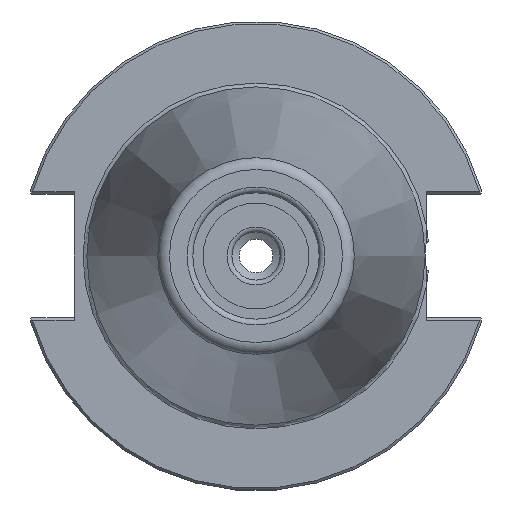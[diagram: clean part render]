
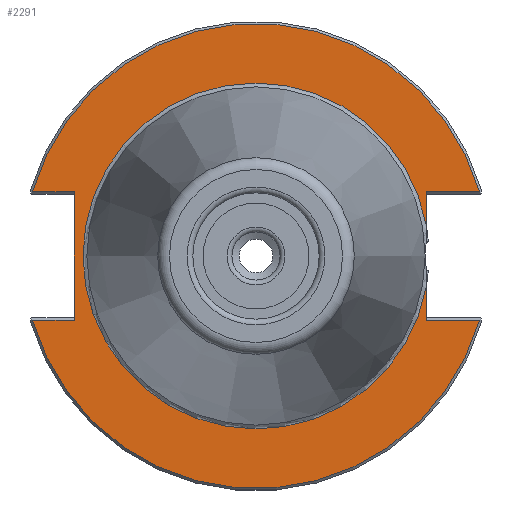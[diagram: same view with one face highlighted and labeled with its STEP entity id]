
A CAD part, left-side view. The second image highlights one B-rep face of the part: STEP entity #2291.
In plain terms, the highlighted planar face has unit normal (-1, 0, 0).
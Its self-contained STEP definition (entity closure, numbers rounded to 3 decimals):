
#134=LINE('',#3626,#270);
#164=LINE('',#3764,#300);
#166=LINE('',#3822,#302);
#167=LINE('',#3824,#303);
#168=LINE('',#3828,#304);
#169=LINE('',#3830,#305);
#170=LINE('',#3831,#306);
#270=VECTOR('',#2779,10.);
#300=VECTOR('',#2843,10.);
#302=VECTOR('',#2861,10.);
#303=VECTOR('',#2862,10.);
#304=VECTOR('',#2865,10.);
#305=VECTOR('',#2866,10.);
#306=VECTOR('',#2867,10.);
#409=PLANE('',#2473);
#476=FACE_OUTER_BOUND('',#617,.T.);
#617=EDGE_LOOP('',(#1665,#1666,#1667,#1668,#1669,#1670,#1671,#1672,#1673,
#1674,#1675));
#758=CIRCLE('',#2440,35.899);
#761=CIRCLE('',#2443,35.899);
#772=CIRCLE('',#2471,48.249);
#774=CIRCLE('',#2474,48.249);
#951=VERTEX_POINT('',#3611);
#952=VERTEX_POINT('',#3613);
#953=VERTEX_POINT('',#3616);
#954=VERTEX_POINT('',#3625);
#993=VERTEX_POINT('',#3763);
#1001=VERTEX_POINT('',#3809);
#1004=VERTEX_POINT('',#3821);
#1005=VERTEX_POINT('',#3823);
#1006=VERTEX_POINT('',#3825);
#1007=VERTEX_POINT('',#3827);
#1008=VERTEX_POINT('',#3829);
#1187=EDGE_CURVE('',#952,#951,#758,.T.);
#1190=EDGE_CURVE('',#951,#953,#761,.T.);
#1194=EDGE_CURVE('',#954,#952,#134,.T.);
#1244=EDGE_CURVE('',#954,#993,#164,.T.);
#1255=EDGE_CURVE('',#993,#1001,#772,.T.);
#1259=EDGE_CURVE('',#953,#1004,#166,.T.);
#1260=EDGE_CURVE('',#1005,#1004,#167,.T.);
#1261=EDGE_CURVE('',#1006,#1005,#774,.T.);
#1262=EDGE_CURVE('',#1007,#1006,#168,.T.);
#1263=EDGE_CURVE('',#1007,#1008,#169,.T.);
#1264=EDGE_CURVE('',#1001,#1008,#170,.T.);
#1665=ORIENTED_EDGE('',*,*,#1244,.F.);
#1666=ORIENTED_EDGE('',*,*,#1194,.T.);
#1667=ORIENTED_EDGE('',*,*,#1187,.T.);
#1668=ORIENTED_EDGE('',*,*,#1190,.T.);
#1669=ORIENTED_EDGE('',*,*,#1259,.T.);
#1670=ORIENTED_EDGE('',*,*,#1260,.F.);
#1671=ORIENTED_EDGE('',*,*,#1261,.F.);
#1672=ORIENTED_EDGE('',*,*,#1262,.F.);
#1673=ORIENTED_EDGE('',*,*,#1263,.T.);
#1674=ORIENTED_EDGE('',*,*,#1264,.F.);
#1675=ORIENTED_EDGE('',*,*,#1255,.F.);
#2291=ADVANCED_FACE('',(#476),#409,.T.);
#2440=AXIS2_PLACEMENT_3D('',#3614,#2760,#2761);
#2443=AXIS2_PLACEMENT_3D('',#3618,#2766,#2767);
#2471=AXIS2_PLACEMENT_3D('',#3810,#2855,#2856);
#2473=AXIS2_PLACEMENT_3D('',#3820,#2859,#2860);
#2474=AXIS2_PLACEMENT_3D('',#3826,#2863,#2864);
#2760=DIRECTION('center_axis',(1.,0.,0.));
#2761=DIRECTION('ref_axis',(0.,0.,-1.));
#2766=DIRECTION('center_axis',(1.,0.,0.));
#2767=DIRECTION('ref_axis',(0.,0.,-1.));
#2779=DIRECTION('',(0.,0.,1.));
#2843=DIRECTION('',(0.,-1.,0.));
#2855=DIRECTION('center_axis',(1.,0.,0.));
#2856=DIRECTION('ref_axis',(0.,0.,-1.));
#2859=DIRECTION('center_axis',(-1.,0.,0.));
#2860=DIRECTION('ref_axis',(0.,0.,1.));
#2861=DIRECTION('',(0.,0.,1.));
#2862=DIRECTION('',(0.,1.,0.));
#2863=DIRECTION('center_axis',(1.,0.,0.));
#2864=DIRECTION('ref_axis',(0.,0.,-1.));
#2865=DIRECTION('',(0.,1.,0.));
#2866=DIRECTION('',(0.,0.,-1.));
#2867=DIRECTION('',(0.,-1.,0.));
#3611=CARTESIAN_POINT('',(3.175,0.,35.899));
#3613=CARTESIAN_POINT('',(3.175,-35.3,-6.533));
#3614=CARTESIAN_POINT('Origin',(3.175,0.,0.));
#3616=CARTESIAN_POINT('',(3.175,-35.3,6.533));
#3618=CARTESIAN_POINT('Origin',(3.175,0.,0.));
#3625=CARTESIAN_POINT('',(3.175,-35.3,-13.325));
#3626=CARTESIAN_POINT('',(3.175,-35.3,-6.413));
#3763=CARTESIAN_POINT('',(3.175,-46.373,-13.325));
#3764=CARTESIAN_POINT('',(3.175,-13.707,-13.325));
#3809=CARTESIAN_POINT('',(3.175,46.373,-13.325));
#3810=CARTESIAN_POINT('Origin',(3.175,0.,0.));
#3820=CARTESIAN_POINT('Origin',(3.175,48.249,0.));
#3821=CARTESIAN_POINT('',(3.175,-35.3,13.325));
#3822=CARTESIAN_POINT('',(3.175,-35.3,-6.413));
#3823=CARTESIAN_POINT('',(3.175,-46.373,13.325));
#3824=CARTESIAN_POINT('',(3.175,6.475,13.325));
#3825=CARTESIAN_POINT('',(3.175,46.373,13.325));
#3826=CARTESIAN_POINT('Origin',(3.175,0.,0.));
#3827=CARTESIAN_POINT('',(3.175,37.7,13.325));
#3828=CARTESIAN_POINT('',(3.175,61.395,13.325));
#3829=CARTESIAN_POINT('',(3.175,37.7,-13.325));
#3830=CARTESIAN_POINT('',(3.175,37.7,6.413));
#3831=CARTESIAN_POINT('',(3.175,42.975,-13.325));
